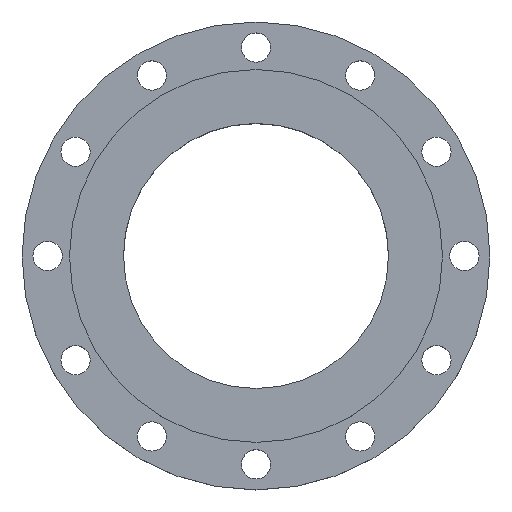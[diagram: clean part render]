
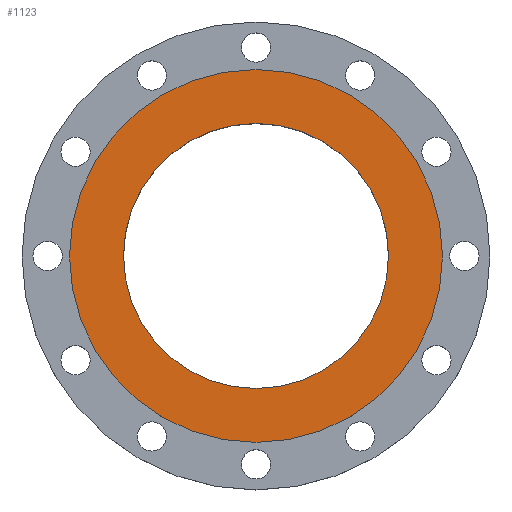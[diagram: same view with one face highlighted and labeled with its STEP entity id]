
A CAD part, top view. The second image highlights one B-rep face of the part: STEP entity #1123.
In plain terms, the highlighted planar face has unit normal (0, 0, 1).
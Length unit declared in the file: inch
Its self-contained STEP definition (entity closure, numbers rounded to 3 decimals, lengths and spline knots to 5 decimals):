
#20 = VERTEX_POINT ( 'NONE', #563 ) ;
#47 = EDGE_LOOP ( 'NONE', ( #1187, #121 ) ) ;
#53 = DIRECTION ( 'NONE',  ( -1., 0., 0. ) ) ;
#80 = CARTESIAN_POINT ( 'NONE',  ( -4.531, 0., 0. ) ) ;
#106 = CARTESIAN_POINT ( 'NONE',  ( 0., 0., 0. ) ) ;
#121 = ORIENTED_EDGE ( 'NONE', *, *, #1285, .F. ) ;
#157 = AXIS2_PLACEMENT_3D ( 'NONE', #106, #1330, #1103 ) ;
#224 = AXIS2_PLACEMENT_3D ( 'NONE', #386, #426, #53 ) ;
#233 = VERTEX_POINT ( 'NONE', #307 ) ;
#277 = VERTEX_POINT ( 'NONE', #80 ) ;
#296 = DIRECTION ( 'NONE',  ( 0., 0., 1. ) ) ;
#307 = CARTESIAN_POINT ( 'NONE',  ( 6.375, 0., 0. ) ) ;
#384 = DIRECTION ( 'NONE',  ( 1., 0., 0. ) ) ;
#386 = CARTESIAN_POINT ( 'NONE',  ( 0., 4.531, 0. ) ) ;
#426 = DIRECTION ( 'NONE',  ( 0., 0., -1. ) ) ;
#432 = DIRECTION ( 'NONE',  ( 0., 0., 1. ) ) ;
#442 = AXIS2_PLACEMENT_3D ( 'NONE', #1012, #1230, #669 ) ;
#467 = CIRCLE ( 'NONE', #157, 4.531 ) ;
#548 = EDGE_CURVE ( 'NONE', #233, #1288, #991, .T. ) ;
#555 = DIRECTION ( 'NONE',  ( 1., 0., 0. ) ) ;
#563 = CARTESIAN_POINT ( 'NONE',  ( 4.531, 0., 0. ) ) ;
#591 = ORIENTED_EDGE ( 'NONE', *, *, #812, .T. ) ;
#632 = FACE_OUTER_BOUND ( 'NONE', #1083, .T. ) ;
#669 = DIRECTION ( 'NONE',  ( 1., 0., 0. ) ) ;
#740 = CARTESIAN_POINT ( 'NONE',  ( 0., 0., 0. ) ) ;
#776 = AXIS2_PLACEMENT_3D ( 'NONE', #740, #296, #384 ) ;
#811 = ORIENTED_EDGE ( 'NONE', *, *, #548, .T. ) ;
#812 = EDGE_CURVE ( 'NONE', #1288, #233, #1270, .T. ) ;
#880 = AXIS2_PLACEMENT_3D ( 'NONE', #1214, #432, #555 ) ;
#948 = PLANE ( 'NONE',  #224 ) ;
#987 = CARTESIAN_POINT ( 'NONE',  ( -6.375, 0., 0. ) ) ;
#991 = CIRCLE ( 'NONE', #442, 6.375 ) ;
#1012 = CARTESIAN_POINT ( 'NONE',  ( 0., 0., 0. ) ) ;
#1083 = EDGE_LOOP ( 'NONE', ( #811, #591 ) ) ;
#1103 = DIRECTION ( 'NONE',  ( 1., 0., 0. ) ) ;
#1123 = ADVANCED_FACE ( 'NONE', ( #1275, #632 ), #948, .F. ) ;
#1187 = ORIENTED_EDGE ( 'NONE', *, *, #1290, .F. ) ;
#1214 = CARTESIAN_POINT ( 'NONE',  ( 0., 0., 0. ) ) ;
#1230 = DIRECTION ( 'NONE',  ( 0., 0., 1. ) ) ;
#1270 = CIRCLE ( 'NONE', #776, 6.375 ) ;
#1275 = FACE_BOUND ( 'NONE', #47, .T. ) ;
#1285 = EDGE_CURVE ( 'NONE', #277, #20, #1390, .T. ) ;
#1288 = VERTEX_POINT ( 'NONE', #987 ) ;
#1290 = EDGE_CURVE ( 'NONE', #20, #277, #467, .T. ) ;
#1330 = DIRECTION ( 'NONE',  ( 0., 0., 1. ) ) ;
#1390 = CIRCLE ( 'NONE', #880, 4.531 ) ;
